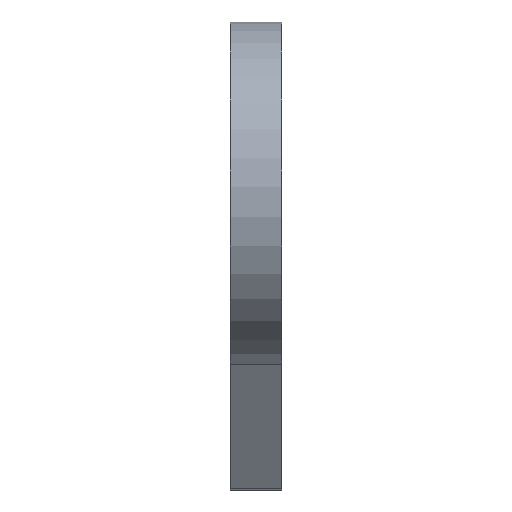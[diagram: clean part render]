
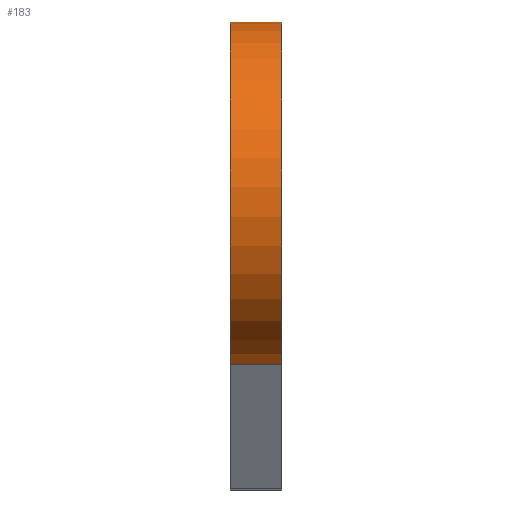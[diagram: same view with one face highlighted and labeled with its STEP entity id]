
A CAD part, left-side view. The second image highlights one B-rep face of the part: STEP entity #183.
In plain terms, the highlighted cylindrical face has radius 20.3 mm (diameter 40.6 mm), a partial arc.
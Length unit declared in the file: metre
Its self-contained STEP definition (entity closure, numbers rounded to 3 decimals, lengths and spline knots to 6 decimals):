
#22=CYLINDRICAL_SURFACE('',#214,0.0203);
#34=LINE('',#309,#48);
#36=LINE('',#312,#50);
#48=VECTOR('',#253,1.);
#50=VECTOR('',#257,1.);
#74=ORIENTED_EDGE('',*,*,#109,.T.);
#75=ORIENTED_EDGE('',*,*,#120,.T.);
#76=ORIENTED_EDGE('',*,*,#115,.F.);
#77=ORIENTED_EDGE('',*,*,#118,.F.);
#109=EDGE_CURVE('',#131,#133,#145,.T.);
#115=EDGE_CURVE('',#139,#140,#148,.T.);
#118=EDGE_CURVE('',#131,#139,#34,.T.);
#120=EDGE_CURVE('',#133,#140,#36,.T.);
#131=VERTEX_POINT('',#285);
#133=VERTEX_POINT('',#289);
#139=VERTEX_POINT('',#302);
#140=VERTEX_POINT('',#304);
#145=CIRCLE('',#207,0.0203);
#148=CIRCLE('',#211,0.0203);
#155=EDGE_LOOP('',(#74,#75,#76,#77));
#167=FACE_BOUND('',#155,.T.);
#183=ADVANCED_FACE('',(#167),#22,.T.);
#207=AXIS2_PLACEMENT_3D('',#290,#235,#236);
#211=AXIS2_PLACEMENT_3D('',#303,#246,#247);
#214=AXIS2_PLACEMENT_3D('',#311,#255,#256);
#235=DIRECTION('',(0.,1.,0.));
#236=DIRECTION('',(-0.249,0.,-0.968));
#246=DIRECTION('',(0.,1.,0.));
#247=DIRECTION('',(-0.249,0.,-0.968));
#253=DIRECTION('',(0.,1.,0.));
#255=DIRECTION('',(0.,1.,0.));
#256=DIRECTION('',(-0.888,0.,0.459));
#257=DIRECTION('',(0.,1.,0.));
#285=CARTESIAN_POINT('',(1.629578,-0.021227,0.038081));
#289=CARTESIAN_POINT('',(1.647752,-0.021227,0.073237));
#290=CARTESIAN_POINT('',(1.63464,-0.021227,0.05774));
#302=CARTESIAN_POINT('',(1.629578,-0.015227,0.038081));
#303=CARTESIAN_POINT('',(1.63464,-0.015227,0.05774));
#304=CARTESIAN_POINT('',(1.647752,-0.015227,0.073237));
#309=CARTESIAN_POINT('',(1.629578,-0.021227,0.038081));
#311=CARTESIAN_POINT('',(1.63464,-0.021227,0.05774));
#312=CARTESIAN_POINT('',(1.647752,-0.021227,0.073237));
